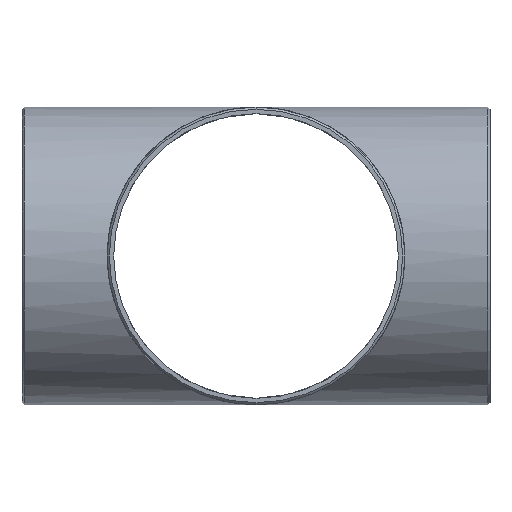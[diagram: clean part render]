
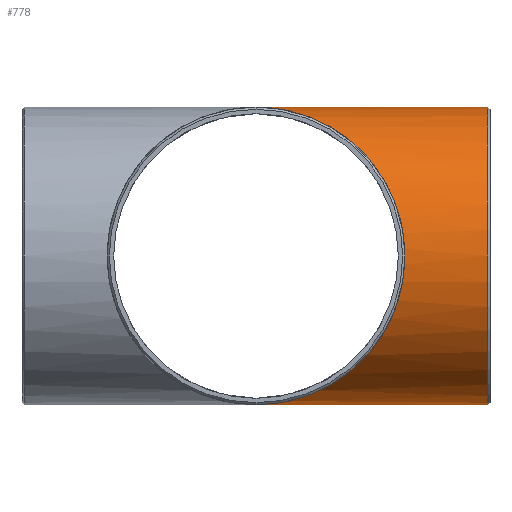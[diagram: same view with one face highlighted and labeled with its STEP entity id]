
A CAD part, left-side view. The second image highlights one B-rep face of the part: STEP entity #778.
In plain terms, the highlighted cylindrical face has radius 177.8 mm (diameter 355.6 mm), a partial arc.
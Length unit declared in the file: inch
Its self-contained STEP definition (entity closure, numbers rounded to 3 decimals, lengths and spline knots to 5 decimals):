
#13 = CARTESIAN_POINT ( 'NONE',  ( 0., 0., -7. ) ) ;
#56 = CARTESIAN_POINT ( 'NONE',  ( 0., -11., 0. ) ) ;
#60 = LINE ( 'NONE', #434, #626 ) ;
#113 = DIRECTION ( 'NONE',  ( 0., 0., -1. ) ) ;
#117 = CARTESIAN_POINT ( 'NONE',  ( 0., 0., 7. ) ) ;
#121 = DIRECTION ( 'NONE',  ( 0., 1., 0. ) ) ;
#126 = EDGE_LOOP ( 'NONE', ( #316, #689, #431, #756 ) ) ;
#173 = DIRECTION ( 'NONE',  ( 0., 1., 0. ) ) ;
#179 = DIRECTION ( 'NONE',  ( 0., 0., -1. ) ) ;
#198 = LINE ( 'NONE', #211, #255 ) ;
#211 = CARTESIAN_POINT ( 'NONE',  ( 0., -11., -7. ) ) ;
#242 = VERTEX_POINT ( 'NONE', #278 ) ;
#243 = EDGE_CURVE ( 'NONE', #611, #242, #637, .T. ) ;
#255 = VECTOR ( 'NONE', #687, 39.37008 ) ;
#278 = CARTESIAN_POINT ( 'NONE',  ( 0., -10.896, 7. ) ) ;
#316 = ORIENTED_EDGE ( 'NONE', *, *, #243, .T. ) ;
#326 = CARTESIAN_POINT ( 'NONE',  ( 0., 0., 7. ) ) ;
#331 = EDGE_CURVE ( 'NONE', #605, #528, #493, .T. ) ;
#383 = FACE_OUTER_BOUND ( 'NONE', #126, .T. ) ;
#400 = EDGE_CURVE ( 'NONE', #242, #528, #60, .T. ) ;
#419 = CARTESIAN_POINT ( 'NONE',  ( -14., -14., -7. ) ) ;
#431 = ORIENTED_EDGE ( 'NONE', *, *, #331, .F. ) ;
#434 = CARTESIAN_POINT ( 'NONE',  ( 0., -11., 7. ) ) ;
#451 = CARTESIAN_POINT ( 'NONE',  ( 0., -10.896, -7. ) ) ;
#468 = CARTESIAN_POINT ( 'NONE',  ( 0., 0., -7. ) ) ;
#493 =( BOUNDED_CURVE ( )  B_SPLINE_CURVE ( 3, ( #468, #419, #668, #117 ),
 .UNSPECIFIED., .F., .T. ) 
 B_SPLINE_CURVE_WITH_KNOTS ( ( 4, 4 ),
 ( 4.71239, 7.85398 ),
 .UNSPECIFIED. ) 
 CURVE ( )  GEOMETRIC_REPRESENTATION_ITEM ( )  RATIONAL_B_SPLINE_CURVE ( ( 1., 0.333, 0.333, 1. ) ) 
 REPRESENTATION_ITEM ( '' )  );
#528 = VERTEX_POINT ( 'NONE', #326 ) ;
#564 = DIRECTION ( 'NONE',  ( 0., 1., 0. ) ) ;
#581 = EDGE_CURVE ( 'NONE', #611, #605, #198, .T. ) ;
#605 = VERTEX_POINT ( 'NONE', #13 ) ;
#611 = VERTEX_POINT ( 'NONE', #451 ) ;
#612 = AXIS2_PLACEMENT_3D ( 'NONE', #786, #173, #113 ) ;
#626 = VECTOR ( 'NONE', #121, 39.37008 ) ;
#637 = CIRCLE ( 'NONE', #612, 7. ) ;
#668 = CARTESIAN_POINT ( 'NONE',  ( -14., -14., 7. ) ) ;
#687 = DIRECTION ( 'NONE',  ( 0., 1., 0. ) ) ;
#689 = ORIENTED_EDGE ( 'NONE', *, *, #400, .T. ) ;
#721 = AXIS2_PLACEMENT_3D ( 'NONE', #56, #564, #179 ) ;
#754 = CYLINDRICAL_SURFACE ( 'NONE', #721, 7. ) ;
#756 = ORIENTED_EDGE ( 'NONE', *, *, #581, .F. ) ;
#778 = ADVANCED_FACE ( 'NONE', ( #383 ), #754, .T. ) ;
#786 = CARTESIAN_POINT ( 'NONE',  ( 0., -10.896, 0. ) ) ;
